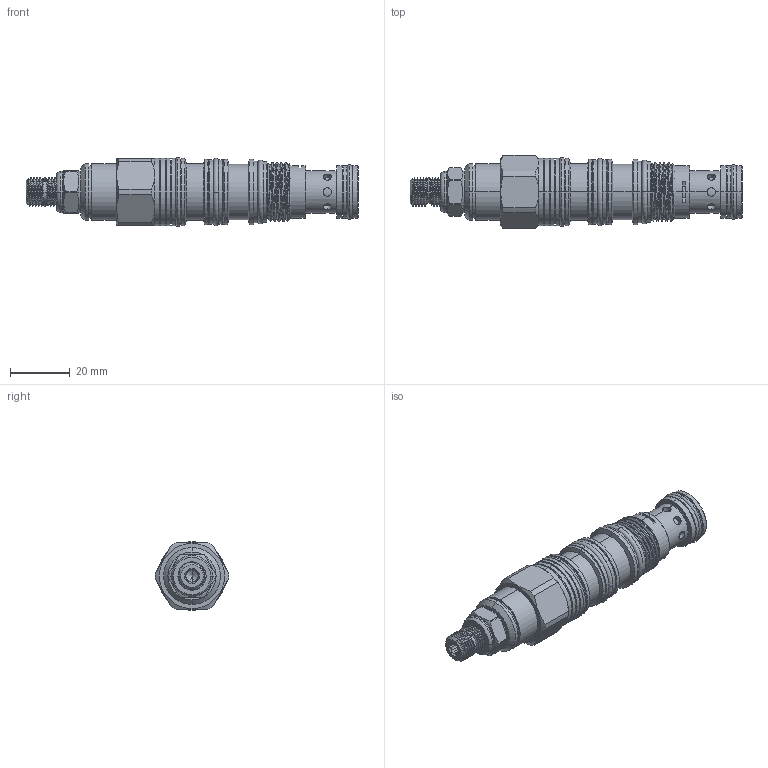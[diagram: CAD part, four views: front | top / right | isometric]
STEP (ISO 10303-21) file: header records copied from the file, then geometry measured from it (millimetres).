
FILE_DESCRIPTION (( 'STEP AP203' ), '1' );
FILE_NAME ('LB21A4P-L.STEP', '2020-04-15T07:46:46', ( '' ), ( '' ), 'SwSTEP 2.0', 'SolidWorks 2018', '' );
FILE_SCHEMA (( 'CONFIG_CONTROL_DESIGN' ));
Length unit declared in the file: millimetre
Products named in the file (1): LB21A4P-L
Bounding box: 111.07 x 24.59 x 22.98 mm (x, y, z)
Volume: 29815.9 mm3; surface area: 11363.1 mm2
Topology: 6 solids, 6 shells, 318 faces, 745 edges, 467 vertices
Faces by surface type: cylinder 155, plane 74, torus 41, cone 39, bspline 9
Entity records: 17263 total; most frequent: CARTESIAN_POINT 10063, DIRECTION 1515, ORIENTED_EDGE 1486, EDGE_CURVE 743, AXIS2_PLACEMENT_3D 643, VERTEX_POINT 467, EDGE_LOOP 358, CIRCLE 333
